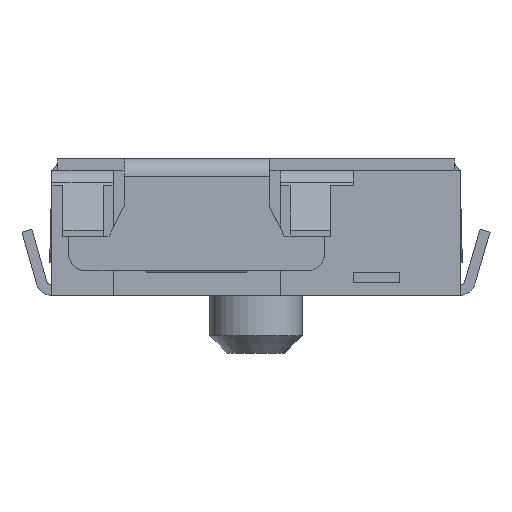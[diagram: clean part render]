
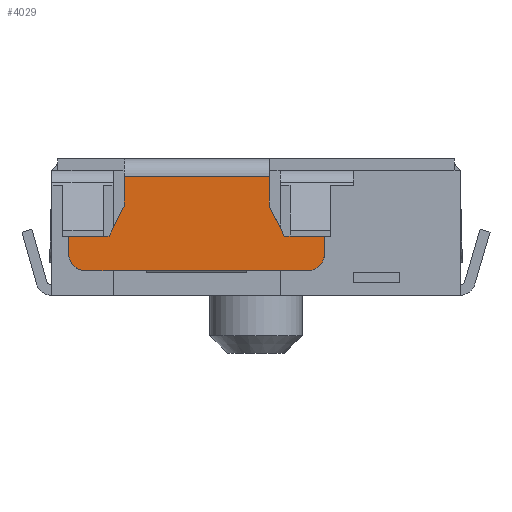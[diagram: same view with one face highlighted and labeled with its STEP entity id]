
A CAD part, front view. The second image highlights one B-rep face of the part: STEP entity #4029.
In plain terms, the highlighted planar face has unit normal (0, -1, 0).
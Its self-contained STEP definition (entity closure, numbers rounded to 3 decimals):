
#559 = FACE_OUTER_BOUND ( 'NONE', #619, .T. ) ;
#619 = EDGE_LOOP ( 'NONE', ( #3772, #3869, #3943, #3765, #3743, #3826, #3802, #3934, #3929, #3843, #3851, #3830, #3773, #3965 ) ) ;
#1662 = LINE ( 'NONE', #11174, #1677 ) ;
#1665 = LINE ( 'NONE', #11167, #1667 ) ;
#1667 = VECTOR ( 'NONE', #11175, 1000. ) ;
#1669 = LINE ( 'NONE', #11176, #1670 ) ;
#1670 = VECTOR ( 'NONE', #11177, 1000. ) ;
#1671 = LINE ( 'NONE', #11178, #1672 ) ;
#1672 = VECTOR ( 'NONE', #11179, 1000. ) ;
#1673 = LINE ( 'NONE', #11180, #1674 ) ;
#1674 = VECTOR ( 'NONE', #11181, 1000. ) ;
#1677 = VECTOR ( 'NONE', #11185, 1000. ) ;
#1679 = LINE ( 'NONE', #11186, #1680 ) ;
#1680 = VECTOR ( 'NONE', #11187, 1000. ) ;
#2831 = LINE ( 'NONE', #9885, #2864 ) ;
#2837 = VECTOR ( 'NONE', #9870, 1000. ) ;
#2846 = LINE ( 'NONE', #9869, #2837 ) ;
#2853 = CIRCLE ( 'NONE', #9056, 0.15 ) ;
#2855 = VECTOR ( 'NONE', #9882, 1000. ) ;
#2857 = LINE ( 'NONE', #9881, #2860 ) ;
#2858 = LINE ( 'NONE', #9876, #2855 ) ;
#2859 = CIRCLE ( 'NONE', #9069, 0.15 ) ;
#2860 = VECTOR ( 'NONE', #9884, 1000. ) ;
#2863 = LINE ( 'NONE', #9889, #2868 ) ;
#2864 = VECTOR ( 'NONE', #9888, 1000. ) ;
#2867 = LINE ( 'NONE', #9893, #2871 ) ;
#2868 = VECTOR ( 'NONE', #9892, 1000. ) ;
#2871 = VECTOR ( 'NONE', #9896, 1000. ) ;
#3743 = ORIENTED_EDGE ( 'NONE', *, *, #4742, .F. ) ;
#3765 = ORIENTED_EDGE ( 'NONE', *, *, #4746, .F. ) ;
#3772 = ORIENTED_EDGE ( 'NONE', *, *, #4743, .F. ) ;
#3773 = ORIENTED_EDGE ( 'NONE', *, *, #5302, .F. ) ;
#3802 = ORIENTED_EDGE ( 'NONE', *, *, #4739, .F. ) ;
#3826 = ORIENTED_EDGE ( 'NONE', *, *, #4744, .T. ) ;
#3830 = ORIENTED_EDGE ( 'NONE', *, *, #5299, .F. ) ;
#3843 = ORIENTED_EDGE ( 'NONE', *, *, #5301, .F. ) ;
#3851 = ORIENTED_EDGE ( 'NONE', *, *, #5304, .F. ) ;
#3869 = ORIENTED_EDGE ( 'NONE', *, *, #4748, .F. ) ;
#3929 = ORIENTED_EDGE ( 'NONE', *, *, #5300, .F. ) ;
#3934 = ORIENTED_EDGE ( 'NONE', *, *, #4738, .F. ) ;
#3943 = ORIENTED_EDGE ( 'NONE', *, *, #4750, .F. ) ;
#3965 = ORIENTED_EDGE ( 'NONE', *, *, #5305, .F. ) ;
#4029 = ADVANCED_FACE ( 'NONE', ( #559 ), #5654, .F. ) ;
#4566 = VERTEX_POINT ( 'NONE', #9672 ) ;
#4569 = VERTEX_POINT ( 'NONE', #9675 ) ;
#4570 = VERTEX_POINT ( 'NONE', #9676 ) ;
#4572 = VERTEX_POINT ( 'NONE', #9678 ) ;
#4577 = VERTEX_POINT ( 'NONE', #9683 ) ;
#4579 = VERTEX_POINT ( 'NONE', #9685 ) ;
#4581 = VERTEX_POINT ( 'NONE', #9687 ) ;
#4582 = VERTEX_POINT ( 'NONE', #9688 ) ;
#4584 = VERTEX_POINT ( 'NONE', #9690 ) ;
#4585 = VERTEX_POINT ( 'NONE', #9691 ) ;
#4587 = VERTEX_POINT ( 'NONE', #9693 ) ;
#4588 = VERTEX_POINT ( 'NONE', #9694 ) ;
#4589 = VERTEX_POINT ( 'NONE', #9695 ) ;
#4590 = VERTEX_POINT ( 'NONE', #9696 ) ;
#4738 = EDGE_CURVE ( 'NONE', #4587, #4572, #2846, .T. ) ;
#4739 = EDGE_CURVE ( 'NONE', #4572, #4566, #2853, .T. ) ;
#4742 = EDGE_CURVE ( 'NONE', #4579, #4581, #2859, .T. ) ;
#4743 = EDGE_CURVE ( 'NONE', #4570, #4569, #2858, .T. ) ;
#4744 = EDGE_CURVE ( 'NONE', #4579, #4566, #2857, .T. ) ;
#4746 = EDGE_CURVE ( 'NONE', #4581, #4582, #2831, .T. ) ;
#4748 = EDGE_CURVE ( 'NONE', #4584, #4570, #2863, .T. ) ;
#4750 = EDGE_CURVE ( 'NONE', #4582, #4584, #2867, .T. ) ;
#5299 = EDGE_CURVE ( 'NONE', #4590, #4577, #1665, .T. ) ;
#5300 = EDGE_CURVE ( 'NONE', #4589, #4587, #1669, .T. ) ;
#5301 = EDGE_CURVE ( 'NONE', #4588, #4589, #1671, .T. ) ;
#5302 = EDGE_CURVE ( 'NONE', #4585, #4590, #1673, .T. ) ;
#5304 = EDGE_CURVE ( 'NONE', #4577, #4588, #1662, .T. ) ;
#5305 = EDGE_CURVE ( 'NONE', #4569, #4585, #1679, .T. ) ;
#5390 = AXIS2_PLACEMENT_3D ( 'NONE', #5646, #5666, #5667 ) ;
#5646 = CARTESIAN_POINT ( 'NONE',  ( 0.595, -2.88, 0.215 ) ) ;
#5654 = PLANE ( 'NONE',  #5390 ) ;
#5666 = DIRECTION ( 'NONE',  ( 0., 1., 0. ) ) ;
#5667 = DIRECTION ( 'NONE',  ( 0., 0., 1. ) ) ;
#9056 = AXIS2_PLACEMENT_3D ( 'NONE', #9871, #9872, #9873 ) ;
#9069 = AXIS2_PLACEMENT_3D ( 'NONE', #9878, #9879, #9880 ) ;
#9672 = CARTESIAN_POINT ( 'NONE',  ( 0.445, -2.88, 0.215 ) ) ;
#9675 = CARTESIAN_POINT ( 'NONE',  ( -1.145, -2.88, 0.775 ) ) ;
#9676 = CARTESIAN_POINT ( 'NONE',  ( -1.275, -2.88, 0.515 ) ) ;
#9678 = CARTESIAN_POINT ( 'NONE',  ( 0.595, -2.88, 0.365 ) ) ;
#9683 = CARTESIAN_POINT ( 'NONE',  ( 0.115, -2.88, 0.775 ) ) ;
#9685 = CARTESIAN_POINT ( 'NONE',  ( -1.475, -2.88, 0.215 ) ) ;
#9687 = CARTESIAN_POINT ( 'NONE',  ( -1.625, -2.88, 0.365 ) ) ;
#9688 = CARTESIAN_POINT ( 'NONE',  ( -1.625, -2.88, 0.515 ) ) ;
#9690 = CARTESIAN_POINT ( 'NONE',  ( -1.325, -2.88, 0.515 ) ) ;
#9691 = CARTESIAN_POINT ( 'NONE',  ( -1.145, -2.88, 1.035 ) ) ;
#9693 = CARTESIAN_POINT ( 'NONE',  ( 0.595, -2.88, 0.515 ) ) ;
#9694 = CARTESIAN_POINT ( 'NONE',  ( 0.245, -2.88, 0.515 ) ) ;
#9695 = CARTESIAN_POINT ( 'NONE',  ( 0.295, -2.88, 0.515 ) ) ;
#9696 = CARTESIAN_POINT ( 'NONE',  ( 0.115, -2.88, 1.035 ) ) ;
#9869 = CARTESIAN_POINT ( 'NONE',  ( 0.595, -2.88, 0.215 ) ) ;
#9870 = DIRECTION ( 'NONE',  ( 0., 0., -1. ) ) ;
#9871 = CARTESIAN_POINT ( 'NONE',  ( 0.445, -2.88, 0.365 ) ) ;
#9872 = DIRECTION ( 'NONE',  ( 0., 1., 0. ) ) ;
#9873 = DIRECTION ( 'NONE',  ( 0., 0., 1. ) ) ;
#9876 = CARTESIAN_POINT ( 'NONE',  ( -1.275, -2.88, 0.515 ) ) ;
#9878 = CARTESIAN_POINT ( 'NONE',  ( -1.475, -2.88, 0.365 ) ) ;
#9879 = DIRECTION ( 'NONE',  ( 0., 1., 0. ) ) ;
#9880 = DIRECTION ( 'NONE',  ( 0., 0., 1. ) ) ;
#9881 = CARTESIAN_POINT ( 'NONE',  ( -1.475, -2.88, 0.215 ) ) ;
#9882 = DIRECTION ( 'NONE',  ( 0.447, 0., 0.894 ) ) ;
#9884 = DIRECTION ( 'NONE',  ( 1., 0., 0. ) ) ;
#9885 = CARTESIAN_POINT ( 'NONE',  ( -1.625, -2.88, 0.215 ) ) ;
#9888 = DIRECTION ( 'NONE',  ( 0., 0., 1. ) ) ;
#9889 = CARTESIAN_POINT ( 'NONE',  ( 0.595, -2.88, 0.515 ) ) ;
#9892 = DIRECTION ( 'NONE',  ( 1., 0., 0. ) ) ;
#9893 = CARTESIAN_POINT ( 'NONE',  ( 0.595, -2.88, 0.515 ) ) ;
#9896 = DIRECTION ( 'NONE',  ( 1., 0., 0. ) ) ;
#11167 = CARTESIAN_POINT ( 'NONE',  ( 0.115, -2.88, 0.215 ) ) ;
#11174 = CARTESIAN_POINT ( 'NONE',  ( 0.115, -2.88, 0.775 ) ) ;
#11175 = DIRECTION ( 'NONE',  ( 0., 0., -1. ) ) ;
#11176 = CARTESIAN_POINT ( 'NONE',  ( 0.595, -2.88, 0.515 ) ) ;
#11177 = DIRECTION ( 'NONE',  ( 1., 0., 0. ) ) ;
#11178 = CARTESIAN_POINT ( 'NONE',  ( 0.595, -2.88, 0.515 ) ) ;
#11179 = DIRECTION ( 'NONE',  ( 1., 0., 0. ) ) ;
#11180 = CARTESIAN_POINT ( 'NONE',  ( 0.595, -2.88, 1.035 ) ) ;
#11181 = DIRECTION ( 'NONE',  ( 1., 0., 0. ) ) ;
#11185 = DIRECTION ( 'NONE',  ( 0.447, 0., -0.894 ) ) ;
#11186 = CARTESIAN_POINT ( 'NONE',  ( -1.145, -2.88, 0.215 ) ) ;
#11187 = DIRECTION ( 'NONE',  ( 0., 0., 1. ) ) ;
